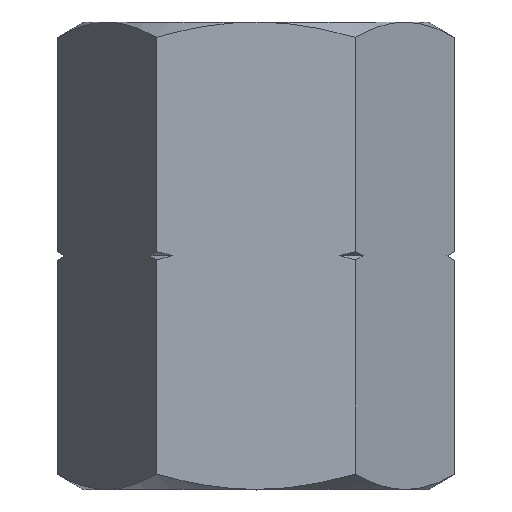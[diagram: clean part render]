
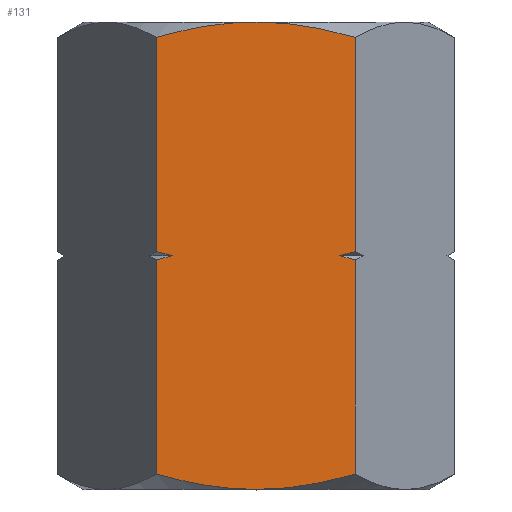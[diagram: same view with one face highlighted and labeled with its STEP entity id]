
A CAD part, top view. The second image highlights one B-rep face of the part: STEP entity #131.
In plain terms, the highlighted planar face has unit normal (0, 0, 1).
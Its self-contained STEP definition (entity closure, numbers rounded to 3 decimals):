
#131=ADVANCED_FACE('',(#275),#276,.T.);
#275=FACE_OUTER_BOUND('',#429,.T.);
#276=PLANE('',#430);
#429=EDGE_LOOP('',(#742,#743,#744,#745,#746,#747,#748,#749,#750,#751,#752,#753));
#430=AXIS2_PLACEMENT_3D('',#754,#755,#756);
#742=ORIENTED_EDGE('',*,*,#972,.T.);
#743=ORIENTED_EDGE('',*,*,#1024,.F.);
#744=ORIENTED_EDGE('',*,*,#1025,.T.);
#745=ORIENTED_EDGE('',*,*,#1026,.F.);
#746=ORIENTED_EDGE('',*,*,#1027,.F.);
#747=ORIENTED_EDGE('',*,*,#1015,.F.);
#748=ORIENTED_EDGE('',*,*,#1028,.F.);
#749=ORIENTED_EDGE('',*,*,#953,.T.);
#750=ORIENTED_EDGE('',*,*,#1019,.F.);
#751=ORIENTED_EDGE('',*,*,#1003,.T.);
#752=ORIENTED_EDGE('',*,*,#1029,.T.);
#753=ORIENTED_EDGE('',*,*,#1030,.T.);
#754=CARTESIAN_POINT('',(-4.041,0.0,7.0));
#755=DIRECTION('',(0.0,0.0,1.0));
#756=DIRECTION('',(1.0,-0.0,0.0));
#953=EDGE_CURVE('',#1145,#1142,#1146,.T.);
#972=EDGE_CURVE('',#1174,#1175,#1176,.T.);
#1003=EDGE_CURVE('',#1218,#1216,#1219,.T.);
#1015=EDGE_CURVE('',#1230,#1232,#1233,.T.);
#1019=EDGE_CURVE('',#1218,#1142,#1238,.T.);
#1024=EDGE_CURVE('',#1243,#1175,#1244,.T.);
#1025=EDGE_CURVE('',#1243,#1245,#1246,.T.);
#1026=EDGE_CURVE('',#1185,#1245,#1247,.T.);
#1027=EDGE_CURVE('',#1232,#1185,#1248,.T.);
#1028=EDGE_CURVE('',#1145,#1230,#1249,.T.);
#1029=EDGE_CURVE('',#1216,#1250,#1251,.T.);
#1030=EDGE_CURVE('',#1250,#1174,#1252,.T.);
#1142=VERTEX_POINT('',#1492);
#1145=VERTEX_POINT('',#1500);
#1146=B_SPLINE_CURVE_WITH_KNOTS('',3,(#1501,#1502,#1503,#1504,#1505,#1506),.UNSPECIFIED.,.F.,.F.,(4,1,1,4),(0.0,0.333,0.667,1.0),.UNSPECIFIED.);
#1174=VERTEX_POINT('',#1577);
#1175=VERTEX_POINT('',#1578);
#1176=B_SPLINE_CURVE_WITH_KNOTS('',3,(#1579,#1580,#1581,#1582,#1583,#1584),.UNSPECIFIED.,.F.,.F.,(4,1,1,4),(0.0,0.333,0.667,1.0),.UNSPECIFIED.);
#1185=VERTEX_POINT('',#1598);
#1216=VERTEX_POINT('',#1676);
#1218=VERTEX_POINT('',#1678);
#1219=(B_SPLINE_CURVE(2,(#1680,#1681,#1682),.UNSPECIFIED.,.F.,.F.)B_SPLINE_CURVE_WITH_KNOTS((3,3),(-6.016,-4.566),.UNSPECIFIED.)RATIONAL_B_SPLINE_CURVE((3.225,3.474,3.474))BOUNDED_CURVE()REPRESENTATION_ITEM('')GEOMETRIC_REPRESENTATION_ITEM()CURVE());
#1230=VERTEX_POINT('',#1718);
#1232=VERTEX_POINT('',#1725);
#1233=LINE('',#1726,#1727);
#1238=LINE('',#1751,#1752);
#1243=VERTEX_POINT('',#1757);
#1244=B_SPLINE_CURVE_WITH_KNOTS('',3,(#1758,#1759,#1760,#1761,#1762,#1763),.UNSPECIFIED.,.F.,.F.,(4,1,1,4),(0.0,0.333,0.667,1.0),.UNSPECIFIED.);
#1245=VERTEX_POINT('',#1764);
#1246=LINE('',#1765,#1766);
#1247=(B_SPLINE_CURVE(2,(#1768,#1769,#1770),.UNSPECIFIED.,.F.,.F.)B_SPLINE_CURVE_WITH_KNOTS((3,3),(-4.566,-3.116),.UNSPECIFIED.)RATIONAL_B_SPLINE_CURVE((3.474,3.474,3.225))BOUNDED_CURVE()REPRESENTATION_ITEM('')GEOMETRIC_REPRESENTATION_ITEM()CURVE());
#1248=(B_SPLINE_CURVE(2,(#1778,#1779,#1780),.UNSPECIFIED.,.F.,.F.)B_SPLINE_CURVE_WITH_KNOTS((3,3),(-6.016,-4.566),.UNSPECIFIED.)RATIONAL_B_SPLINE_CURVE((3.225,3.474,3.474))BOUNDED_CURVE()REPRESENTATION_ITEM('')GEOMETRIC_REPRESENTATION_ITEM()CURVE());
#1249=B_SPLINE_CURVE_WITH_KNOTS('',3,(#1787,#1788,#1789,#1790,#1791,#1792),.UNSPECIFIED.,.F.,.F.,(4,1,1,4),(0.0,0.333,0.667,1.0),.UNSPECIFIED.);
#1250=VERTEX_POINT('',#1793);
#1251=(B_SPLINE_CURVE(2,(#1795,#1796,#1797),.UNSPECIFIED.,.F.,.F.)B_SPLINE_CURVE_WITH_KNOTS((3,3),(-4.566,-3.116),.UNSPECIFIED.)RATIONAL_B_SPLINE_CURVE((3.474,3.474,3.225))BOUNDED_CURVE()REPRESENTATION_ITEM('')GEOMETRIC_REPRESENTATION_ITEM()CURVE());
#1252=LINE('',#1804,#1805);
#1492=CARTESIAN_POINT('',(-4.041,9.327,7.0));
#1500=CARTESIAN_POINT('',(-3.402,9.5,7.0));
#1501=CARTESIAN_POINT('',(-3.402,9.5,7.0));
#1502=CARTESIAN_POINT('',(-3.472,9.482,7.0));
#1503=CARTESIAN_POINT('',(-3.613,9.446,7.0));
#1504=CARTESIAN_POINT('',(-3.826,9.388,7.0));
#1505=CARTESIAN_POINT('',(-3.969,9.348,7.0));
#1506=CARTESIAN_POINT('',(-4.041,9.327,7.0));
#1577=CARTESIAN_POINT('',(4.041,9.327,7.0));
#1578=CARTESIAN_POINT('',(3.402,9.5,7.0));
#1579=CARTESIAN_POINT('',(4.041,9.327,7.0));
#1580=CARTESIAN_POINT('',(3.969,9.348,7.0));
#1581=CARTESIAN_POINT('',(3.826,9.388,7.0));
#1582=CARTESIAN_POINT('',(3.613,9.446,7.0));
#1583=CARTESIAN_POINT('',(3.472,9.482,7.0));
#1584=CARTESIAN_POINT('',(3.402,9.5,7.0));
#1598=CARTESIAN_POINT('',(0.,19.0,7.0));
#1676=CARTESIAN_POINT('',(0.,0.0,7.0));
#1678=CARTESIAN_POINT('',(-4.041,0.625,7.0));
#1680=CARTESIAN_POINT('',(-4.041,0.625,7.0));
#1681=CARTESIAN_POINT('',(-1.876,0.,7.0));
#1682=CARTESIAN_POINT('',(0.,0.,7.0));
#1718=CARTESIAN_POINT('',(-4.041,9.673,7.0));
#1725=CARTESIAN_POINT('',(-4.041,18.375,7.0));
#1726=CARTESIAN_POINT('',(-4.041,9.673,7.0));
#1727=VECTOR('',#1977,8.702);
#1751=CARTESIAN_POINT('',(-4.041,0.625,7.0));
#1752=VECTOR('',#1978,8.702);
#1757=CARTESIAN_POINT('',(4.041,9.673,7.0));
#1758=CARTESIAN_POINT('',(4.041,9.673,7.0));
#1759=CARTESIAN_POINT('',(3.969,9.652,7.0));
#1760=CARTESIAN_POINT('',(3.826,9.612,7.0));
#1761=CARTESIAN_POINT('',(3.613,9.554,7.0));
#1762=CARTESIAN_POINT('',(3.472,9.518,7.0));
#1763=CARTESIAN_POINT('',(3.402,9.5,7.0));
#1764=CARTESIAN_POINT('',(4.041,18.375,7.0));
#1765=CARTESIAN_POINT('',(4.041,9.673,7.0));
#1766=VECTOR('',#1985,8.702);
#1768=CARTESIAN_POINT('',(0.,19.,7.0));
#1769=CARTESIAN_POINT('',(1.876,19.,7.0));
#1770=CARTESIAN_POINT('',(4.041,18.375,7.0));
#1778=CARTESIAN_POINT('',(-4.041,18.375,7.0));
#1779=CARTESIAN_POINT('',(-1.876,19.,7.0));
#1780=CARTESIAN_POINT('',(0.,19.,7.0));
#1787=CARTESIAN_POINT('',(-3.402,9.5,7.0));
#1788=CARTESIAN_POINT('',(-3.472,9.518,7.0));
#1789=CARTESIAN_POINT('',(-3.613,9.554,7.0));
#1790=CARTESIAN_POINT('',(-3.826,9.612,7.0));
#1791=CARTESIAN_POINT('',(-3.969,9.652,7.0));
#1792=CARTESIAN_POINT('',(-4.041,9.673,7.0));
#1793=CARTESIAN_POINT('',(4.041,0.625,7.0));
#1795=CARTESIAN_POINT('',(0.,0.,7.0));
#1796=CARTESIAN_POINT('',(1.876,0.,7.0));
#1797=CARTESIAN_POINT('',(4.041,0.625,7.0));
#1804=CARTESIAN_POINT('',(4.041,0.625,7.0));
#1805=VECTOR('',#1986,8.702);
#1977=DIRECTION('',(0.0,1.0,0.0));
#1978=DIRECTION('',(0.0,1.0,0.0));
#1985=DIRECTION('',(0.0,1.0,0.0));
#1986=DIRECTION('',(0.0,1.0,0.0));
